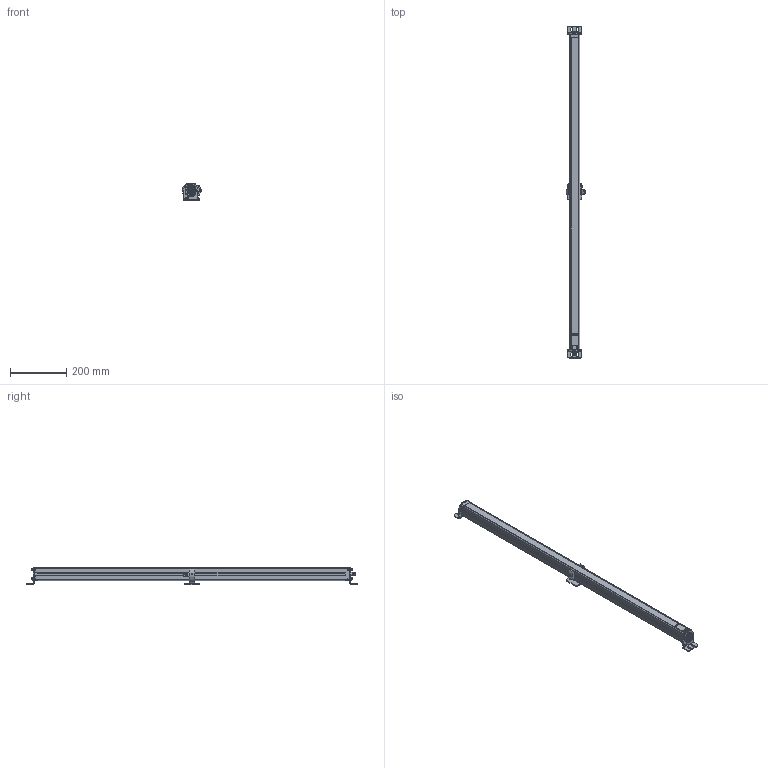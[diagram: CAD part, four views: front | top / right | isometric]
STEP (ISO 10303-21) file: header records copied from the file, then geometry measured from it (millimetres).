
FILE_DESCRIPTION((''),'2;1');
FILE_NAME('139507_SM01_ASM','2023-04-10T13:29:47',('banengservice'),('BANNER ENGINEERING'),'CREO PARAMETRIC BY PTC INC, 2022414','CREO PARAMETRIC BY PTC INC, 2022414','');
FILE_SCHEMA(('CONFIG_CONTROL_DESIGN'));
Products named in the file (10): 139507_EP01; 111087_GENERIC; 114483; 114482; 58892; 60139; 71756_ASM; 111087; 58892_GENERIC; 139507_SM01_ASM
Assembly tree (15 placements, depth 3):
  139507_SM01_ASM
    139507_EP01
    111087_GENERIC
    71756_ASM
      114483
      114482
      58892  x3
      60139  x2
    111087
    58892_GENERIC  x4
Bounding box: 68.64 x 1178 x 63 mm (x, y, z)
Volume: 1656287.2 mm3; surface area: 279289.2 mm2
Topology: 14 solids, 20 shells, 2779 faces, 7602 edges, 4940 vertices
Faces by surface type: plane 1646, cylinder 786, bspline 248, torus 54, sphere 38, cone 7
Entity records: 103272 total; most frequent: CARTESIAN_POINT 43928, ORIENTED_EDGE 12982, DIRECTION 11239, EDGE_CURVE 6499, VECTOR 4349, LINE 4349, VERTEX_POINT 4232, AXIS2_PLACEMENT_3D 3445
